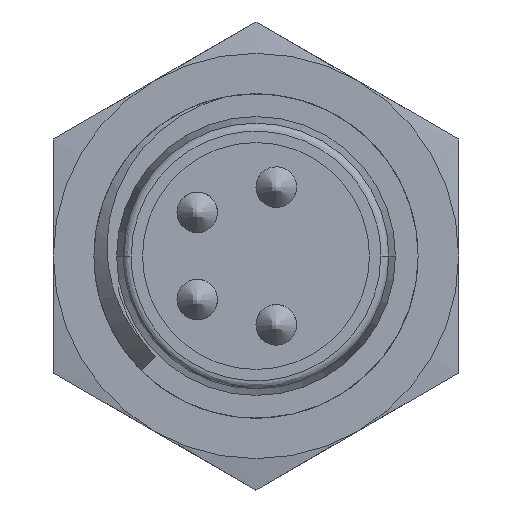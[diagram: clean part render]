
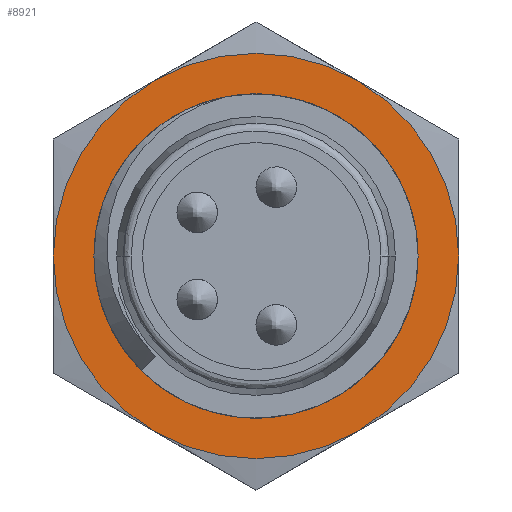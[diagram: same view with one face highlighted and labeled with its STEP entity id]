
A CAD part, left-side view. The second image highlights one B-rep face of the part: STEP entity #8921.
In plain terms, the highlighted planar face has unit normal (-1, 0, 0).
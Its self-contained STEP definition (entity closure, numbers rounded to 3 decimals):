
#35 = CARTESIAN_POINT ( 'NONE',  ( 6.7, 0., 0. ) ) ;
#129 = ORIENTED_EDGE ( 'NONE', *, *, #11305, .F. ) ;
#299 = CARTESIAN_POINT ( 'NONE',  ( 6.7, 5., 0. ) ) ;
#542 = AXIS2_PLACEMENT_3D ( 'NONE', #12301, #5322, #13474 ) ;
#621 = EDGE_CURVE ( 'NONE', #5895, #12663, #6379, .T. ) ;
#799 = EDGE_CURVE ( 'NONE', #9374, #7219, #8035, .T. ) ;
#1001 = EDGE_CURVE ( 'NONE', #12507, #2947, #12714, .T. ) ;
#1019 = AXIS2_PLACEMENT_3D ( 'NONE', #10571, #3583, #11742 ) ;
#1080 = ORIENTED_EDGE ( 'NONE', *, *, #621, .F. ) ;
#1296 = AXIS2_PLACEMENT_3D ( 'NONE', #11077, #4103, #12254 ) ;
#1375 = DIRECTION ( 'NONE',  ( 1., 0., 0. ) ) ;
#1778 = CARTESIAN_POINT ( 'NONE',  ( 6.7, 0., 0. ) ) ;
#2032 = CARTESIAN_POINT ( 'NONE',  ( 6.7, 2.5, 4.33 ) ) ;
#2288 = CARTESIAN_POINT ( 'NONE',  ( 6.7, -2.5, 4.33 ) ) ;
#2754 = ORIENTED_EDGE ( 'NONE', *, *, #8687, .F. ) ;
#2916 = DIRECTION ( 'NONE',  ( 1., 0., 0. ) ) ;
#2923 = DIRECTION ( 'NONE',  ( 0., 1., 0. ) ) ;
#2924 = CARTESIAN_POINT ( 'NONE',  ( 6.7, 2.5, -4.33 ) ) ;
#2942 = CIRCLE ( 'NONE', #1019, 3.27 ) ;
#2947 = VERTEX_POINT ( 'NONE', #3490 ) ;
#2963 = CIRCLE ( 'NONE', #11378, 5. ) ;
#2975 = CARTESIAN_POINT ( 'NONE',  ( 6.7, -2.5, -4.33 ) ) ;
#3018 = DIRECTION ( 'NONE',  ( 0., 1., 0. ) ) ;
#3028 = EDGE_CURVE ( 'NONE', #2947, #12507, #2942, .T. ) ;
#3044 = EDGE_CURVE ( 'NONE', #3477, #5895, #2963, .T. ) ;
#3307 = AXIS2_PLACEMENT_3D ( 'NONE', #11475, #11423, #11335 ) ;
#3477 = VERTEX_POINT ( 'NONE', #2924 ) ;
#3490 = CARTESIAN_POINT ( 'NONE',  ( 6.7, -3.27, 0. ) ) ;
#3583 = DIRECTION ( 'NONE',  ( -1., 0., 0. ) ) ;
#4103 = DIRECTION ( 'NONE',  ( 1., 0., 0. ) ) ;
#4203 = CARTESIAN_POINT ( 'NONE',  ( 6.7, 0., 0. ) ) ;
#4254 = DIRECTION ( 'NONE',  ( -1., 0., 0. ) ) ;
#4260 = EDGE_LOOP ( 'NONE', ( #7176, #13326 ) ) ;
#4301 = DIRECTION ( 'NONE',  ( 0., -1., 0. ) ) ;
#4505 = FACE_BOUND ( 'NONE', #4260, .T. ) ;
#4845 = FACE_OUTER_BOUND ( 'NONE', #5744, .T. ) ;
#5282 = CARTESIAN_POINT ( 'NONE',  ( 6.7, 3.27, 0. ) ) ;
#5322 = DIRECTION ( 'NONE',  ( 1., 0., 0. ) ) ;
#5442 = CIRCLE ( 'NONE', #7801, 5. ) ;
#5727 = CARTESIAN_POINT ( 'NONE',  ( 6.7, 0., 0. ) ) ;
#5744 = EDGE_LOOP ( 'NONE', ( #10159, #2754, #14026, #8650, #129, #1080 ) ) ;
#5895 = VERTEX_POINT ( 'NONE', #299 ) ;
#6121 = AXIS2_PLACEMENT_3D ( 'NONE', #4203, #4254, #4301 ) ;
#6379 = CIRCLE ( 'NONE', #3307, 5. ) ;
#6895 = DIRECTION ( 'NONE',  ( 0., 1., 0. ) ) ;
#7176 = ORIENTED_EDGE ( 'NONE', *, *, #3028, .F. ) ;
#7219 = VERTEX_POINT ( 'NONE', #2975 ) ;
#7597 = VERTEX_POINT ( 'NONE', #2288 ) ;
#7801 = AXIS2_PLACEMENT_3D ( 'NONE', #1778, #9861, #2923 ) ;
#8035 = CIRCLE ( 'NONE', #11874, 5. ) ;
#8301 = CARTESIAN_POINT ( 'NONE',  ( 6.7, 0., 0. ) ) ;
#8650 = ORIENTED_EDGE ( 'NONE', *, *, #8983, .F. ) ;
#8687 = EDGE_CURVE ( 'NONE', #7219, #3477, #5442, .T. ) ;
#8921 = ADVANCED_FACE ( 'NONE', ( #4845, #4505 ), #13378, .F. ) ;
#8983 = EDGE_CURVE ( 'NONE', #7597, #9374, #11067, .T. ) ;
#9374 = VERTEX_POINT ( 'NONE', #11466 ) ;
#9451 = DIRECTION ( 'NONE',  ( 0., 1., 0. ) ) ;
#9861 = DIRECTION ( 'NONE',  ( 1., 0., 0. ) ) ;
#10152 = CIRCLE ( 'NONE', #11929, 5. ) ;
#10159 = ORIENTED_EDGE ( 'NONE', *, *, #3044, .F. ) ;
#10571 = CARTESIAN_POINT ( 'NONE',  ( 6.7, 0., 0. ) ) ;
#11067 = CIRCLE ( 'NONE', #542, 5. ) ;
#11077 = CARTESIAN_POINT ( 'NONE',  ( 6.7, 3.27, 0. ) ) ;
#11305 = EDGE_CURVE ( 'NONE', #12663, #7597, #10152, .T. ) ;
#11335 = DIRECTION ( 'NONE',  ( 0., 1., 0. ) ) ;
#11378 = AXIS2_PLACEMENT_3D ( 'NONE', #8301, #1375, #9451 ) ;
#11423 = DIRECTION ( 'NONE',  ( 1., 0., 0. ) ) ;
#11466 = CARTESIAN_POINT ( 'NONE',  ( 6.7, -5., 0. ) ) ;
#11475 = CARTESIAN_POINT ( 'NONE',  ( 6.7, 0., 0. ) ) ;
#11742 = DIRECTION ( 'NONE',  ( 0., -1., 0. ) ) ;
#11874 = AXIS2_PLACEMENT_3D ( 'NONE', #35, #2916, #3018 ) ;
#11929 = AXIS2_PLACEMENT_3D ( 'NONE', #5727, #13861, #6895 ) ;
#12254 = DIRECTION ( 'NONE',  ( 0., 1., 0. ) ) ;
#12301 = CARTESIAN_POINT ( 'NONE',  ( 6.7, 0., 0. ) ) ;
#12507 = VERTEX_POINT ( 'NONE', #5282 ) ;
#12663 = VERTEX_POINT ( 'NONE', #2032 ) ;
#12714 = CIRCLE ( 'NONE', #6121, 3.27 ) ;
#13326 = ORIENTED_EDGE ( 'NONE', *, *, #1001, .F. ) ;
#13378 = PLANE ( 'NONE',  #1296 ) ;
#13474 = DIRECTION ( 'NONE',  ( 0., 1., 0. ) ) ;
#13861 = DIRECTION ( 'NONE',  ( 1., 0., 0. ) ) ;
#14026 = ORIENTED_EDGE ( 'NONE', *, *, #799, .F. ) ;
